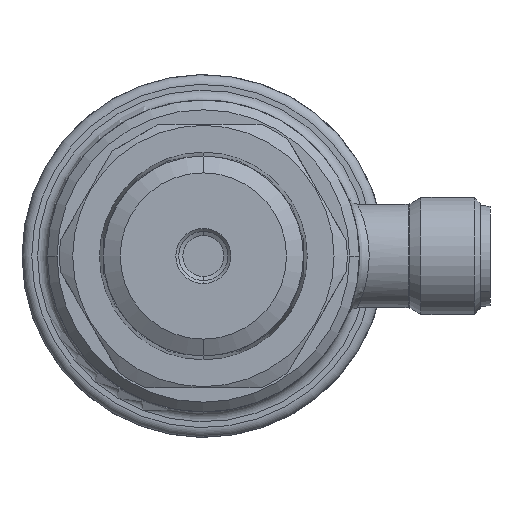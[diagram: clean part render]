
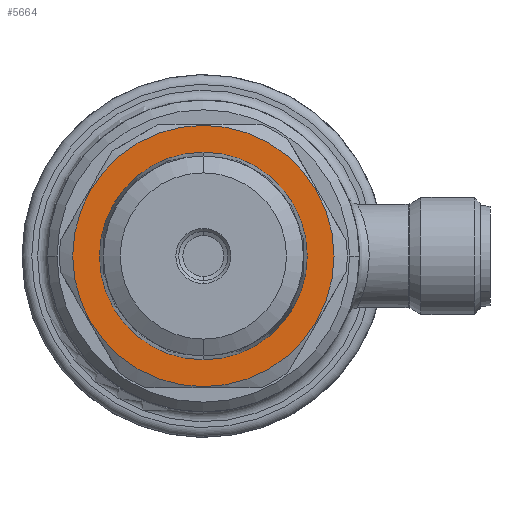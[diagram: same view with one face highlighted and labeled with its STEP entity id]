
A CAD part, front view. The second image highlights one B-rep face of the part: STEP entity #5664.
In plain terms, the highlighted face is planar.
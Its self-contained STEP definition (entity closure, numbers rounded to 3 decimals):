
#155 = ORIENTED_EDGE ( 'NONE', *, *, #2256, .F. ) ;
#801 = CIRCLE ( 'NONE', #4613, 13.4 ) ;
#867 = AXIS2_PLACEMENT_3D ( 'NONE', #6618, #6560, #3593 ) ;
#927 = AXIS2_PLACEMENT_3D ( 'NONE', #1988, #6225, #2588 ) ;
#1136 = CIRCLE ( 'NONE', #6452, 10.65 ) ;
#1320 = CIRCLE ( 'NONE', #5553, 13.4 ) ;
#1781 = CARTESIAN_POINT ( 'NONE',  ( 33.5, 0., 0. ) ) ;
#1795 = CARTESIAN_POINT ( 'NONE',  ( 33.5, 0., 0. ) ) ;
#1875 = CARTESIAN_POINT ( 'NONE',  ( 33.5, 0., 13.4 ) ) ;
#1988 = CARTESIAN_POINT ( 'NONE',  ( 33.5, 0., 0. ) ) ;
#2256 = EDGE_CURVE ( 'NONE', #4573, #4572, #801, .T. ) ;
#2379 = DIRECTION ( 'NONE',  ( 0., 0., 1. ) ) ;
#2395 = DIRECTION ( 'NONE',  ( 0., 0., 1. ) ) ;
#2588 = DIRECTION ( 'NONE',  ( 0., 0., 1. ) ) ;
#2883 = FACE_BOUND ( 'NONE', #3555, .T. ) ;
#3120 = EDGE_CURVE ( 'NONE', #4572, #4573, #1320, .T. ) ;
#3555 = EDGE_LOOP ( 'NONE', ( #4295, #7875 ) ) ;
#3564 = VERTEX_POINT ( 'NONE', #5385 ) ;
#3593 = DIRECTION ( 'NONE',  ( 0., 0., 1. ) ) ;
#3608 = CIRCLE ( 'NONE', #927, 10.65 ) ;
#4295 = ORIENTED_EDGE ( 'NONE', *, *, #4483, .T. ) ;
#4483 = EDGE_CURVE ( 'NONE', #5074, #3564, #1136, .T. ) ;
#4572 = VERTEX_POINT ( 'NONE', #1875 ) ;
#4573 = VERTEX_POINT ( 'NONE', #6111 ) ;
#4613 = AXIS2_PLACEMENT_3D ( 'NONE', #6555, #7054, #6582 ) ;
#4732 = ORIENTED_EDGE ( 'NONE', *, *, #3120, .F. ) ;
#4887 = EDGE_LOOP ( 'NONE', ( #4732, #155 ) ) ;
#5074 = VERTEX_POINT ( 'NONE', #7157 ) ;
#5385 = CARTESIAN_POINT ( 'NONE',  ( 33.5, 0., -10.65 ) ) ;
#5553 = AXIS2_PLACEMENT_3D ( 'NONE', #1781, #6015, #2379 ) ;
#5664 = ADVANCED_FACE ( 'NONE', ( #6133, #2883 ), #7204, .F. ) ;
#6015 = DIRECTION ( 'NONE',  ( -1., 0., 0. ) ) ;
#6028 = DIRECTION ( 'NONE',  ( -1., 0., 0. ) ) ;
#6111 = CARTESIAN_POINT ( 'NONE',  ( 33.5, 0., -13.4 ) ) ;
#6133 = FACE_OUTER_BOUND ( 'NONE', #4887, .T. ) ;
#6225 = DIRECTION ( 'NONE',  ( -1., 0., 0. ) ) ;
#6452 = AXIS2_PLACEMENT_3D ( 'NONE', #1795, #6028, #2395 ) ;
#6530 = EDGE_CURVE ( 'NONE', #3564, #5074, #3608, .T. ) ;
#6555 = CARTESIAN_POINT ( 'NONE',  ( 33.5, 0., 0. ) ) ;
#6560 = DIRECTION ( 'NONE',  ( -1., 0., 0. ) ) ;
#6582 = DIRECTION ( 'NONE',  ( 0., 0., 1. ) ) ;
#6618 = CARTESIAN_POINT ( 'NONE',  ( 33.5, 13.4, 0. ) ) ;
#7054 = DIRECTION ( 'NONE',  ( -1., 0., 0. ) ) ;
#7157 = CARTESIAN_POINT ( 'NONE',  ( 33.5, 0., 10.65 ) ) ;
#7204 = PLANE ( 'NONE',  #867 ) ;
#7875 = ORIENTED_EDGE ( 'NONE', *, *, #6530, .T. ) ;
